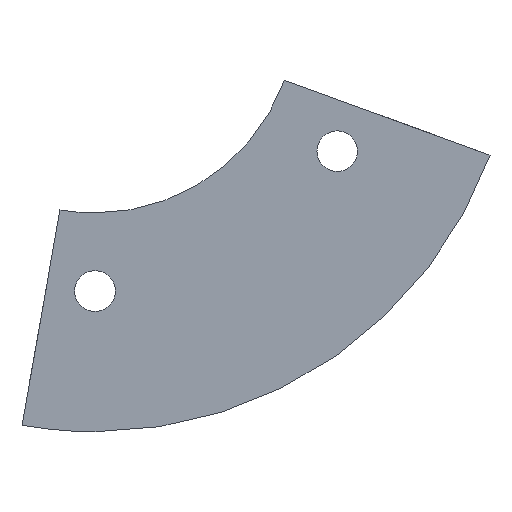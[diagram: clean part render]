
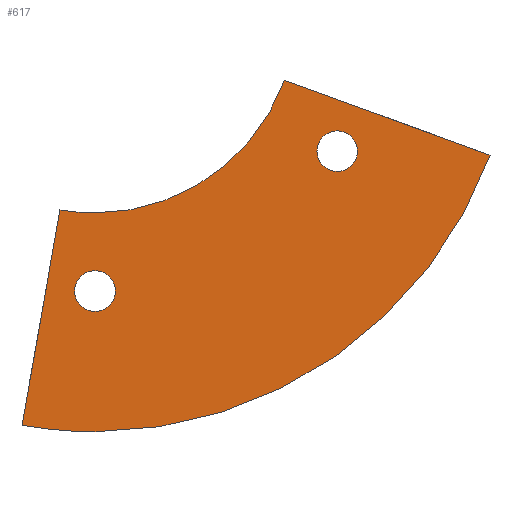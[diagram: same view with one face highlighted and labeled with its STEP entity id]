
A CAD part, front view. The second image highlights one B-rep face of the part: STEP entity #617.
In plain terms, the highlighted planar face has unit normal (0, -1, 0).
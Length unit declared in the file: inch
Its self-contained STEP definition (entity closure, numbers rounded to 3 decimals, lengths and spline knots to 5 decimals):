
#1 = ORIENTED_EDGE ( 'NONE', *, *, #175, .T. ) ;
#2 = EDGE_CURVE ( 'NONE', #29, #365, #265, .T. ) ;
#24 = LINE ( 'NONE', #572, #340 ) ;
#26 = CARTESIAN_POINT ( 'NONE',  ( -0.23356, -0.2, -1.32457 ) ) ;
#27 = AXIS2_PLACEMENT_3D ( 'NONE', #345, #343, #141 ) ;
#29 = VERTEX_POINT ( 'NONE', #199 ) ;
#34 = ORIENTED_EDGE ( 'NONE', *, *, #91, .T. ) ;
#37 = EDGE_LOOP ( 'NONE', ( #111, #338 ) ) ;
#39 = CARTESIAN_POINT ( 'NONE',  ( 0.77509, -0.2, -0.4475 ) ) ;
#41 = DIRECTION ( 'NONE',  ( 0., 0., 1. ) ) ;
#84 = EDGE_LOOP ( 'NONE', ( #288, #1 ) ) ;
#85 = CIRCLE ( 'NONE', #231, 0.065 ) ;
#86 = VERTEX_POINT ( 'NONE', #26 ) ;
#87 = AXIS2_PLACEMENT_3D ( 'NONE', #290, #88, #388 ) ;
#88 = DIRECTION ( 'NONE',  ( 0., 1., 0. ) ) ;
#89 = ORIENTED_EDGE ( 'NONE', *, *, #545, .T. ) ;
#91 = EDGE_CURVE ( 'NONE', #204, #514, #519, .T. ) ;
#96 = AXIS2_PLACEMENT_3D ( 'NONE', #478, #430, #166 ) ;
#97 = VECTOR ( 'NONE', #188, 39.37008 ) ;
#99 = CARTESIAN_POINT ( 'NONE',  ( 0., -0.2, -0.96 ) ) ;
#111 = ORIENTED_EDGE ( 'NONE', *, *, #615, .T. ) ;
#120 = CIRCLE ( 'NONE', #207, 1.345 ) ;
#141 = DIRECTION ( 'NONE',  ( 0., 0., 1. ) ) ;
#162 = DIRECTION ( 'NONE',  ( 0., 0., 1. ) ) ;
#165 = CARTESIAN_POINT ( 'NONE',  ( 0.77509, -0.2, -0.5125 ) ) ;
#166 = DIRECTION ( 'NONE',  ( 0., 0., 1. ) ) ;
#167 = VERTEX_POINT ( 'NONE', #418 ) ;
#169 = DIRECTION ( 'NONE',  ( 0., 0., 1. ) ) ;
#175 = EDGE_CURVE ( 'NONE', #516, #167, #589, .T. ) ;
#176 = DIRECTION ( 'NONE',  ( 0., 1., 0. ) ) ;
#182 = PLANE ( 'NONE',  #330 ) ;
#185 = AXIS2_PLACEMENT_3D ( 'NONE', #507, #548, #552 ) ;
#188 = DIRECTION ( 'NONE',  ( 0.94, 0., -0.342 ) ) ;
#199 = CARTESIAN_POINT ( 'NONE',  ( 1.26389, -0.2, -0.46002 ) ) ;
#204 = VERTEX_POINT ( 'NONE', #226 ) ;
#207 = AXIS2_PLACEMENT_3D ( 'NONE', #368, #317, #270 ) ;
#223 = DIRECTION ( 'NONE',  ( 0., 1., 0. ) ) ;
#226 = CARTESIAN_POINT ( 'NONE',  ( 0., -0.2, -0.645 ) ) ;
#231 = AXIS2_PLACEMENT_3D ( 'NONE', #600, #223, #162 ) ;
#238 = EDGE_CURVE ( 'NONE', #167, #516, #85, .T. ) ;
#247 = ORIENTED_EDGE ( 'NONE', *, *, #538, .F. ) ;
#261 = EDGE_LOOP ( 'NONE', ( #247, #89, #34, #351, #470, #582 ) ) ;
#265 = CIRCLE ( 'NONE', #185, 1.345 ) ;
#270 = DIRECTION ( 'NONE',  ( 0., 0., 1. ) ) ;
#288 = ORIENTED_EDGE ( 'NONE', *, *, #238, .T. ) ;
#290 = CARTESIAN_POINT ( 'NONE',  ( 0., -0.2, 0. ) ) ;
#292 = FACE_BOUND ( 'NONE', #84, .T. ) ;
#309 = VERTEX_POINT ( 'NONE', #473 ) ;
#316 = EDGE_CURVE ( 'NONE', #365, #86, #120, .T. ) ;
#317 = DIRECTION ( 'NONE',  ( 0., 1., 0. ) ) ;
#326 = DIRECTION ( 'NONE',  ( 0.174, 0., 0.985 ) ) ;
#330 = AXIS2_PLACEMENT_3D ( 'NONE', #484, #382, #334 ) ;
#334 = DIRECTION ( 'NONE',  ( 0., 0., 1. ) ) ;
#335 = VERTEX_POINT ( 'NONE', #165 ) ;
#338 = ORIENTED_EDGE ( 'NONE', *, *, #569, .T. ) ;
#340 = VECTOR ( 'NONE', #326, 39.37008 ) ;
#341 = CIRCLE ( 'NONE', #554, 0.065 ) ;
#342 = VERTEX_POINT ( 'NONE', #605 ) ;
#343 = DIRECTION ( 'NONE',  ( 0., 1., 0. ) ) ;
#345 = CARTESIAN_POINT ( 'NONE',  ( 0.77509, -0.2, -0.4475 ) ) ;
#351 = ORIENTED_EDGE ( 'NONE', *, *, #401, .F. ) ;
#353 = CARTESIAN_POINT ( 'NONE',  ( 0., -0.2, 0. ) ) ;
#365 = VERTEX_POINT ( 'NONE', #372 ) ;
#368 = CARTESIAN_POINT ( 'NONE',  ( 0., -0.2, 0. ) ) ;
#372 = CARTESIAN_POINT ( 'NONE',  ( 0., -0.2, -1.345 ) ) ;
#377 = CARTESIAN_POINT ( 'NONE',  ( 0., -0.2, -0.895 ) ) ;
#382 = DIRECTION ( 'NONE',  ( 0., 1., 0. ) ) ;
#388 = DIRECTION ( 'NONE',  ( 0., 0., 1. ) ) ;
#401 = EDGE_CURVE ( 'NONE', #86, #514, #24, .T. ) ;
#418 = CARTESIAN_POINT ( 'NONE',  ( 0., -0.2, -0.83 ) ) ;
#426 = AXIS2_PLACEMENT_3D ( 'NONE', #377, #176, #169 ) ;
#430 = DIRECTION ( 'NONE',  ( 0., 1., 0. ) ) ;
#436 = DIRECTION ( 'NONE',  ( 0., 1., 0. ) ) ;
#441 = CIRCLE ( 'NONE', #87, 0.645 ) ;
#443 = FACE_BOUND ( 'NONE', #37, .T. ) ;
#448 = LINE ( 'NONE', #353, #97 ) ;
#470 = ORIENTED_EDGE ( 'NONE', *, *, #316, .F. ) ;
#473 = CARTESIAN_POINT ( 'NONE',  ( 0.6061, -0.2, -0.2206 ) ) ;
#478 = CARTESIAN_POINT ( 'NONE',  ( 0., -0.2, 0. ) ) ;
#484 = CARTESIAN_POINT ( 'NONE',  ( 0., -0.2, 0. ) ) ;
#507 = CARTESIAN_POINT ( 'NONE',  ( 0., -0.2, 0. ) ) ;
#510 = CIRCLE ( 'NONE', #27, 0.065 ) ;
#514 = VERTEX_POINT ( 'NONE', #546 ) ;
#516 = VERTEX_POINT ( 'NONE', #99 ) ;
#519 = CIRCLE ( 'NONE', #96, 0.645 ) ;
#538 = EDGE_CURVE ( 'NONE', #309, #29, #448, .T. ) ;
#545 = EDGE_CURVE ( 'NONE', #309, #204, #441, .T. ) ;
#546 = CARTESIAN_POINT ( 'NONE',  ( -0.112, -0.2, -0.6352 ) ) ;
#548 = DIRECTION ( 'NONE',  ( 0., 1., 0. ) ) ;
#552 = DIRECTION ( 'NONE',  ( 0., 0., 1. ) ) ;
#554 = AXIS2_PLACEMENT_3D ( 'NONE', #39, #436, #41 ) ;
#569 = EDGE_CURVE ( 'NONE', #335, #342, #510, .T. ) ;
#572 = CARTESIAN_POINT ( 'NONE',  ( 0., -0.2, 0. ) ) ;
#580 = FACE_OUTER_BOUND ( 'NONE', #261, .T. ) ;
#582 = ORIENTED_EDGE ( 'NONE', *, *, #2, .F. ) ;
#589 = CIRCLE ( 'NONE', #426, 0.065 ) ;
#600 = CARTESIAN_POINT ( 'NONE',  ( 0., -0.2, -0.895 ) ) ;
#605 = CARTESIAN_POINT ( 'NONE',  ( 0.77509, -0.2, -0.3825 ) ) ;
#615 = EDGE_CURVE ( 'NONE', #342, #335, #341, .T. ) ;
#617 = ADVANCED_FACE ( 'NONE', ( #292, #443, #580 ), #182, .F. ) ;
